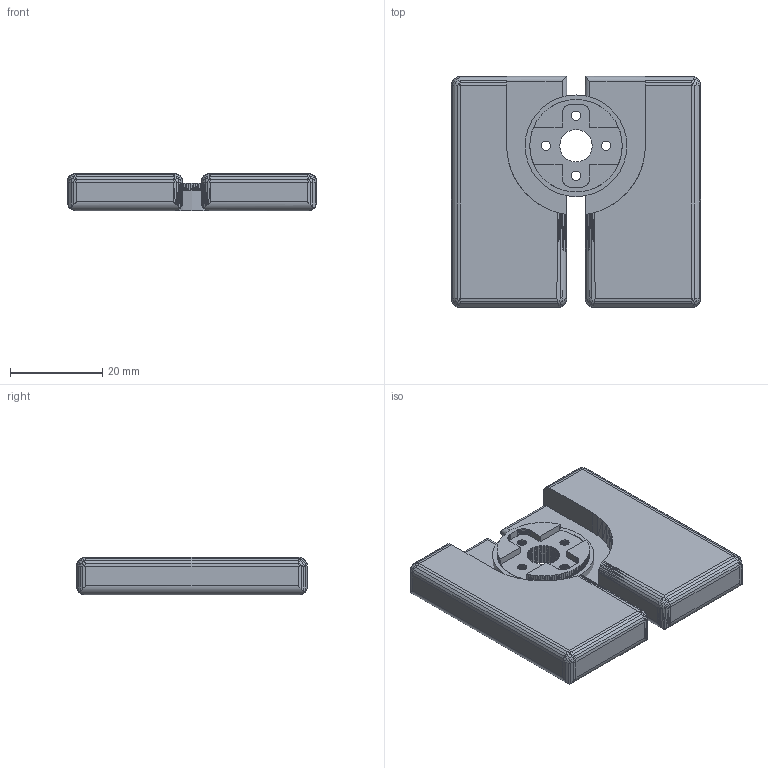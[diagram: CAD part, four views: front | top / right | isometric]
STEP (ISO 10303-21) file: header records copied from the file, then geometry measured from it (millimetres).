
FILE_DESCRIPTION(('HOOPS Exchange Step'),'2;1');
FILE_NAME('e951a1d7b77183d700250e1e9ac7050720220207-1-ze1yav.sab.step','2022-02-07T03:55:08+00:00',('root'),('Unknown organisation'),'HOOPS Exchange 2021.0','HOOPS Exchange','Unknown authorisation');
FILE_SCHEMA( ('AUTOMOTIVE_DESIGN { 1 0 10303 214 1 1 1 1 }') );
Length unit declared in the file: metre
Products named in the file (1): e951a1d7b77183d700250e1e9ac7050720220207-1-ze1yav
Bounding box: 54 x 50 x 8.2 mm (x, y, z)
Volume: 17581.7 mm3; surface area: 8282.2 mm2
Topology: 2 solids, 2 shells, 1037 faces, 2383 edges, 1356 vertices
Faces by surface type: plane 1011, cylinder 26
Full cylindrical faces by diameter (mm): 4.2 x4, 17 x1, 20 x1, 22 x1
Entity records: 27900 total; most frequent: CARTESIAN_POINT 4777, ORIENTED_EDGE 4766, DIRECTION 4606, EDGE_CURVE 2383, VECTOR 2236, LINE 2236, VERTEX_POINT 1356, AXIS2_PLACEMENT_3D 1185
